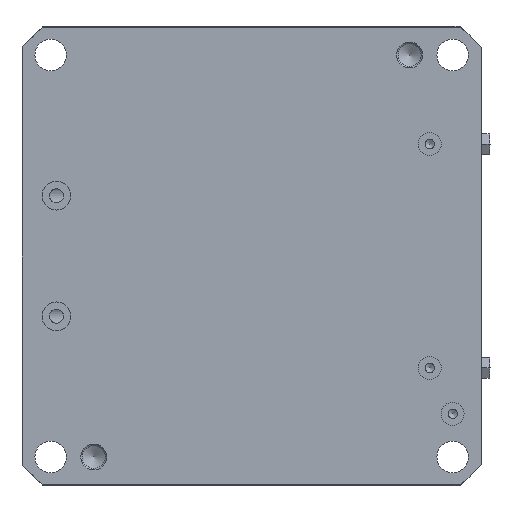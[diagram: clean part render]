
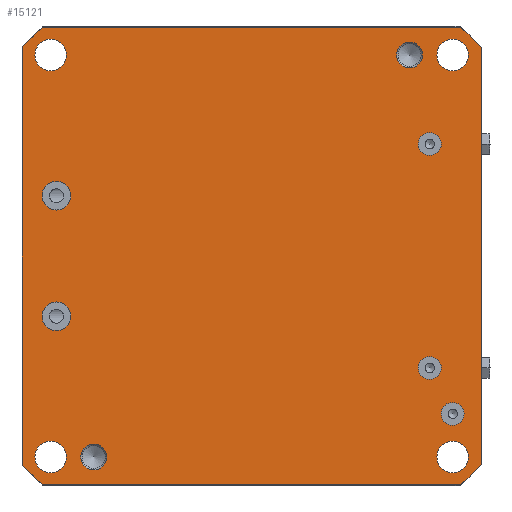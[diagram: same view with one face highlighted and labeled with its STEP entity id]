
A CAD part, front view. The second image highlights one B-rep face of the part: STEP entity #15121.
In plain terms, the highlighted planar face has unit normal (0, -1, 0).
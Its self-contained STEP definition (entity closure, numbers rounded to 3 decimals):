
#415=FACE_BOUND('',#4794,.T.);
#416=FACE_BOUND('',#4795,.T.);
#417=FACE_BOUND('',#4796,.T.);
#418=FACE_BOUND('',#4797,.T.);
#419=FACE_BOUND('',#4798,.T.);
#420=FACE_BOUND('',#4799,.T.);
#421=FACE_BOUND('',#4800,.T.);
#422=FACE_BOUND('',#4801,.T.);
#423=FACE_BOUND('',#4802,.T.);
#424=FACE_BOUND('',#4803,.T.);
#425=FACE_BOUND('',#4804,.T.);
#695=LINE('',#22497,#2338);
#697=LINE('',#22506,#2340);
#711=LINE('',#22545,#2354);
#712=LINE('',#22546,#2355);
#2338=VECTOR('',#17872,145.766);
#2340=VECTOR('',#17880,145.766);
#2354=VECTOR('',#17922,145.107);
#2355=VECTOR('',#17923,145.107);
#3982=FACE_OUTER_BOUND('',#4793,.T.);
#4793=EDGE_LOOP('',(#10161,#10162,#10163,#10164,#10165,#10166,#10167,#10168));
#4794=EDGE_LOOP('',(#10169));
#4795=EDGE_LOOP('',(#10170));
#4796=EDGE_LOOP('',(#10171));
#4797=EDGE_LOOP('',(#10172));
#4798=EDGE_LOOP('',(#10173));
#4799=EDGE_LOOP('',(#10174,#10175));
#4800=EDGE_LOOP('',(#10176,#10177));
#4801=EDGE_LOOP('',(#10178,#10179));
#4802=EDGE_LOOP('',(#10180,#10181));
#4803=EDGE_LOOP('',(#10182,#10183));
#4804=EDGE_LOOP('',(#10184,#10185));
#5652=CIRCLE('',#16211,108.);
#5653=CIRCLE('',#16213,108.);
#5654=CIRCLE('',#16215,108.);
#5655=CIRCLE('',#16217,108.);
#5656=CIRCLE('',#16219,5.);
#5657=CIRCLE('',#16220,5.);
#5658=CIRCLE('',#16221,4.);
#5659=CIRCLE('',#16222,4.);
#5660=CIRCLE('',#16223,4.);
#5661=CIRCLE('',#16224,4.5);
#5662=CIRCLE('',#16225,4.5);
#5663=CIRCLE('',#16226,5.5);
#5664=CIRCLE('',#16227,5.5);
#5665=CIRCLE('',#16228,5.5);
#5666=CIRCLE('',#16229,5.5);
#5667=CIRCLE('',#16230,5.5);
#5668=CIRCLE('',#16231,5.5);
#5669=CIRCLE('',#16232,5.5);
#5670=CIRCLE('',#16233,5.5);
#5671=CIRCLE('',#16234,4.5);
#5672=CIRCLE('',#16235,4.5);
#6135=VERTEX_POINT('',#22493);
#6136=VERTEX_POINT('',#22495);
#6138=VERTEX_POINT('',#22500);
#6140=VERTEX_POINT('',#22504);
#6148=VERTEX_POINT('',#22529);
#6149=VERTEX_POINT('',#22533);
#6150=VERTEX_POINT('',#22537);
#6151=VERTEX_POINT('',#22541);
#6152=VERTEX_POINT('',#22547);
#6153=VERTEX_POINT('',#22549);
#6154=VERTEX_POINT('',#22551);
#6155=VERTEX_POINT('',#22553);
#6156=VERTEX_POINT('',#22555);
#6157=VERTEX_POINT('',#22557);
#6158=VERTEX_POINT('',#22558);
#6159=VERTEX_POINT('',#22561);
#6160=VERTEX_POINT('',#22562);
#6161=VERTEX_POINT('',#22565);
#6162=VERTEX_POINT('',#22566);
#6163=VERTEX_POINT('',#22569);
#6164=VERTEX_POINT('',#22570);
#6165=VERTEX_POINT('',#22573);
#6166=VERTEX_POINT('',#22574);
#6167=VERTEX_POINT('',#22577);
#6168=VERTEX_POINT('',#22578);
#7741=EDGE_CURVE('',#6136,#6135,#695,.T.);
#7745=EDGE_CURVE('',#6138,#6140,#697,.T.);
#7759=EDGE_CURVE('',#6138,#6148,#5652,.T.);
#7761=EDGE_CURVE('',#6149,#6140,#5653,.T.);
#7763=EDGE_CURVE('',#6150,#6136,#5654,.T.);
#7765=EDGE_CURVE('',#6135,#6151,#5655,.T.);
#7766=EDGE_CURVE('',#6149,#6151,#711,.T.);
#7767=EDGE_CURVE('',#6148,#6150,#712,.T.);
#7768=EDGE_CURVE('',#6152,#6152,#5656,.T.);
#7769=EDGE_CURVE('',#6153,#6153,#5657,.T.);
#7770=EDGE_CURVE('',#6154,#6154,#5658,.T.);
#7771=EDGE_CURVE('',#6155,#6155,#5659,.T.);
#7772=EDGE_CURVE('',#6156,#6156,#5660,.T.);
#7773=EDGE_CURVE('',#6157,#6158,#5661,.T.);
#7774=EDGE_CURVE('',#6158,#6157,#5662,.T.);
#7775=EDGE_CURVE('',#6159,#6160,#5663,.T.);
#7776=EDGE_CURVE('',#6160,#6159,#5664,.T.);
#7777=EDGE_CURVE('',#6161,#6162,#5665,.T.);
#7778=EDGE_CURVE('',#6162,#6161,#5666,.T.);
#7779=EDGE_CURVE('',#6163,#6164,#5667,.T.);
#7780=EDGE_CURVE('',#6164,#6163,#5668,.T.);
#7781=EDGE_CURVE('',#6165,#6166,#5669,.T.);
#7782=EDGE_CURVE('',#6166,#6165,#5670,.T.);
#7783=EDGE_CURVE('',#6167,#6168,#5671,.T.);
#7784=EDGE_CURVE('',#6168,#6167,#5672,.T.);
#10161=ORIENTED_EDGE('',*,*,#7759,.F.);
#10162=ORIENTED_EDGE('',*,*,#7745,.T.);
#10163=ORIENTED_EDGE('',*,*,#7761,.F.);
#10164=ORIENTED_EDGE('',*,*,#7766,.T.);
#10165=ORIENTED_EDGE('',*,*,#7765,.F.);
#10166=ORIENTED_EDGE('',*,*,#7741,.F.);
#10167=ORIENTED_EDGE('',*,*,#7763,.F.);
#10168=ORIENTED_EDGE('',*,*,#7767,.F.);
#10169=ORIENTED_EDGE('',*,*,#7768,.T.);
#10170=ORIENTED_EDGE('',*,*,#7769,.T.);
#10171=ORIENTED_EDGE('',*,*,#7770,.T.);
#10172=ORIENTED_EDGE('',*,*,#7771,.T.);
#10173=ORIENTED_EDGE('',*,*,#7772,.T.);
#10174=ORIENTED_EDGE('',*,*,#7773,.F.);
#10175=ORIENTED_EDGE('',*,*,#7774,.F.);
#10176=ORIENTED_EDGE('',*,*,#7775,.T.);
#10177=ORIENTED_EDGE('',*,*,#7776,.T.);
#10178=ORIENTED_EDGE('',*,*,#7777,.T.);
#10179=ORIENTED_EDGE('',*,*,#7778,.T.);
#10180=ORIENTED_EDGE('',*,*,#7779,.T.);
#10181=ORIENTED_EDGE('',*,*,#7780,.T.);
#10182=ORIENTED_EDGE('',*,*,#7781,.T.);
#10183=ORIENTED_EDGE('',*,*,#7782,.T.);
#10184=ORIENTED_EDGE('',*,*,#7783,.F.);
#10185=ORIENTED_EDGE('',*,*,#7784,.F.);
#14461=PLANE('',#16218);
#15121=ADVANCED_FACE('',(#3982,#415,#416,#417,#418,#419,#420,#421,#422,
#423,#424,#425),#14461,.F.);
#16211=AXIS2_PLACEMENT_3D('',#22531,#17903,#17904);
#16213=AXIS2_PLACEMENT_3D('',#22535,#17908,#17909);
#16215=AXIS2_PLACEMENT_3D('',#22539,#17913,#17914);
#16217=AXIS2_PLACEMENT_3D('',#22543,#17918,#17919);
#16218=AXIS2_PLACEMENT_3D('',#22544,#17920,#17921);
#16219=AXIS2_PLACEMENT_3D('',#22548,#17924,#17925);
#16220=AXIS2_PLACEMENT_3D('',#22550,#17926,#17927);
#16221=AXIS2_PLACEMENT_3D('',#22552,#17928,#17929);
#16222=AXIS2_PLACEMENT_3D('',#22554,#17930,#17931);
#16223=AXIS2_PLACEMENT_3D('',#22556,#17932,#17933);
#16224=AXIS2_PLACEMENT_3D('',#22559,#17934,#17935);
#16225=AXIS2_PLACEMENT_3D('',#22560,#17936,#17937);
#16226=AXIS2_PLACEMENT_3D('',#22563,#17938,#17939);
#16227=AXIS2_PLACEMENT_3D('',#22564,#17940,#17941);
#16228=AXIS2_PLACEMENT_3D('',#22567,#17942,#17943);
#16229=AXIS2_PLACEMENT_3D('',#22568,#17944,#17945);
#16230=AXIS2_PLACEMENT_3D('',#22571,#17946,#17947);
#16231=AXIS2_PLACEMENT_3D('',#22572,#17948,#17949);
#16232=AXIS2_PLACEMENT_3D('',#22575,#17950,#17951);
#16233=AXIS2_PLACEMENT_3D('',#22576,#17952,#17953);
#16234=AXIS2_PLACEMENT_3D('',#22579,#17954,#17955);
#16235=AXIS2_PLACEMENT_3D('',#22580,#17956,#17957);
#17872=DIRECTION('',(-1.,0.,0.));
#17880=DIRECTION('',(-1.,0.,0.));
#17903=DIRECTION('center_axis',(0.,1.,0.));
#17904=DIRECTION('ref_axis',(0.,0.,1.));
#17908=DIRECTION('center_axis',(0.,1.,0.));
#17909=DIRECTION('ref_axis',(0.,0.,1.));
#17913=DIRECTION('center_axis',(0.,1.,0.));
#17914=DIRECTION('ref_axis',(0.,0.,1.));
#17918=DIRECTION('center_axis',(0.,1.,0.));
#17919=DIRECTION('ref_axis',(0.,0.,1.));
#17920=DIRECTION('center_axis',(0.,1.,0.));
#17921=DIRECTION('ref_axis',(0.,0.,1.));
#17922=DIRECTION('',(0.,0.,-1.));
#17923=DIRECTION('',(0.,0.,-1.));
#17924=DIRECTION('center_axis',(0.,1.,0.));
#17925=DIRECTION('ref_axis',(-1.,0.,0.));
#17926=DIRECTION('center_axis',(0.,1.,0.));
#17927=DIRECTION('ref_axis',(-1.,0.,0.));
#17928=DIRECTION('center_axis',(0.,1.,0.));
#17929=DIRECTION('ref_axis',(-1.,0.,0.));
#17930=DIRECTION('center_axis',(0.,1.,0.));
#17931=DIRECTION('ref_axis',(-1.,0.,0.));
#17932=DIRECTION('center_axis',(0.,1.,0.));
#17933=DIRECTION('ref_axis',(-1.,0.,0.));
#17934=DIRECTION('center_axis',(0.,-1.,0.));
#17935=DIRECTION('ref_axis',(0.,0.,-1.));
#17936=DIRECTION('center_axis',(0.,-1.,0.));
#17937=DIRECTION('ref_axis',(0.,0.,-1.));
#17938=DIRECTION('center_axis',(0.,1.,0.));
#17939=DIRECTION('ref_axis',(0.,0.,1.));
#17940=DIRECTION('center_axis',(0.,1.,0.));
#17941=DIRECTION('ref_axis',(0.,0.,1.));
#17942=DIRECTION('center_axis',(0.,1.,0.));
#17943=DIRECTION('ref_axis',(0.,0.,1.));
#17944=DIRECTION('center_axis',(0.,1.,0.));
#17945=DIRECTION('ref_axis',(0.,0.,1.));
#17946=DIRECTION('center_axis',(0.,1.,0.));
#17947=DIRECTION('ref_axis',(0.,0.,1.));
#17948=DIRECTION('center_axis',(0.,1.,0.));
#17949=DIRECTION('ref_axis',(0.,0.,1.));
#17950=DIRECTION('center_axis',(0.,1.,0.));
#17951=DIRECTION('ref_axis',(0.,0.,1.));
#17952=DIRECTION('center_axis',(0.,1.,0.));
#17953=DIRECTION('ref_axis',(0.,0.,1.));
#17954=DIRECTION('center_axis',(0.,-1.,0.));
#17955=DIRECTION('ref_axis',(0.,0.,-1.));
#17956=DIRECTION('center_axis',(0.,-1.,0.));
#17957=DIRECTION('ref_axis',(0.,0.,-1.));
#22493=CARTESIAN_POINT('',(-72.883,0.,-79.7));
#22495=CARTESIAN_POINT('',(72.883,0.,-79.7));
#22497=CARTESIAN_POINT('',(72.883,0.,-79.7));
#22500=CARTESIAN_POINT('',(72.883,0.,79.7));
#22504=CARTESIAN_POINT('',(-72.883,0.,79.7));
#22506=CARTESIAN_POINT('',(72.883,0.,79.7));
#22529=CARTESIAN_POINT('',(80.,0.,72.553));
#22531=CARTESIAN_POINT('Origin',(0.,0.,0.));
#22533=CARTESIAN_POINT('',(-80.,0.,72.553));
#22535=CARTESIAN_POINT('Origin',(0.,0.,0.));
#22537=CARTESIAN_POINT('',(80.,0.,-72.553));
#22539=CARTESIAN_POINT('Origin',(0.,0.,0.));
#22541=CARTESIAN_POINT('',(-80.,0.,-72.553));
#22543=CARTESIAN_POINT('Origin',(0.,0.,0.));
#22544=CARTESIAN_POINT('Origin',(80.,0.,-79.7));
#22545=CARTESIAN_POINT('',(-80.,0.,72.553));
#22546=CARTESIAN_POINT('',(80.,0.,72.553));
#22547=CARTESIAN_POINT('',(-63.,0.,-21.));
#22548=CARTESIAN_POINT('Origin',(-68.,0.,-21.));
#22549=CARTESIAN_POINT('',(-63.,0.,21.));
#22550=CARTESIAN_POINT('Origin',(-68.,0.,21.));
#22551=CARTESIAN_POINT('',(74.,0.,-55.));
#22552=CARTESIAN_POINT('Origin',(70.,0.,-55.));
#22553=CARTESIAN_POINT('',(66.,0.,-39.));
#22554=CARTESIAN_POINT('Origin',(62.,0.,-39.));
#22555=CARTESIAN_POINT('',(66.,0.,39.));
#22556=CARTESIAN_POINT('Origin',(62.,0.,39.));
#22557=CARTESIAN_POINT('',(-55.,0.,-74.5));
#22558=CARTESIAN_POINT('',(-55.,0.,-65.5));
#22559=CARTESIAN_POINT('Origin',(-55.,0.,-70.));
#22560=CARTESIAN_POINT('Origin',(-55.,0.,-70.));
#22561=CARTESIAN_POINT('',(-70.,0.,-64.5));
#22562=CARTESIAN_POINT('',(-70.,0.,-75.5));
#22563=CARTESIAN_POINT('Origin',(-70.,0.,-70.));
#22564=CARTESIAN_POINT('Origin',(-70.,0.,-70.));
#22565=CARTESIAN_POINT('',(70.,0.,-64.5));
#22566=CARTESIAN_POINT('',(70.,0.,-75.5));
#22567=CARTESIAN_POINT('Origin',(70.,0.,-70.));
#22568=CARTESIAN_POINT('Origin',(70.,0.,-70.));
#22569=CARTESIAN_POINT('',(-70.,0.,75.5));
#22570=CARTESIAN_POINT('',(-70.,0.,64.5));
#22571=CARTESIAN_POINT('Origin',(-70.,0.,70.));
#22572=CARTESIAN_POINT('Origin',(-70.,0.,70.));
#22573=CARTESIAN_POINT('',(70.,0.,75.5));
#22574=CARTESIAN_POINT('',(70.,0.,64.5));
#22575=CARTESIAN_POINT('Origin',(70.,0.,70.));
#22576=CARTESIAN_POINT('Origin',(70.,0.,70.));
#22577=CARTESIAN_POINT('',(55.,0.,65.5));
#22578=CARTESIAN_POINT('',(55.,0.,74.5));
#22579=CARTESIAN_POINT('Origin',(55.,0.,70.));
#22580=CARTESIAN_POINT('Origin',(55.,0.,70.));
